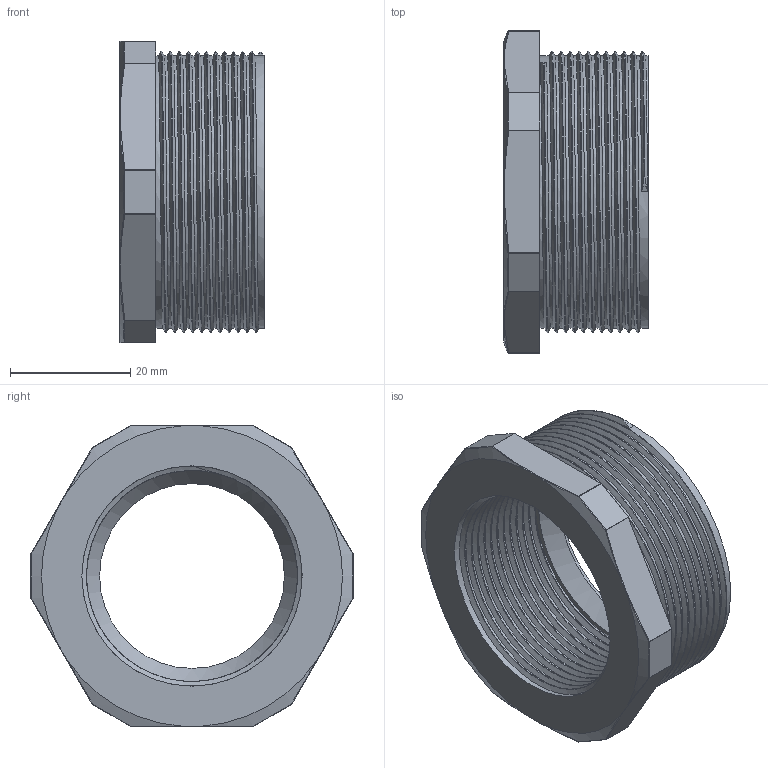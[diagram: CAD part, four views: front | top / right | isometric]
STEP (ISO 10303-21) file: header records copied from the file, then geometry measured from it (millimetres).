
FILE_DESCRIPTION(/* description */ ('Reduzierung sechskant PG36 / PG 29'),/* implementation_level */ '2;1');
FILE_NAME(/* name */ '11083629-RST.stp',/* time_stamp */ '2020-05-04T09:35:29+02:00',/* author */ ('sl'),/* organization */ (''),/* preprocessor_version */ 'ST-DEVELOPER v16.5',/* originating_system */ 'Autodesk Inventor 2017',/* authorisation */ '');
FILE_SCHEMA (('AUTOMOTIVE_DESIGN { 1 0 10303 214 3 1 1 }'));
Length unit declared in the file: millimetre
Products named in the file (1): 1083629
Bounding box: 24 x 53.5 x 50 mm (x, y, z)
Volume: 17857.7 mm3; surface area: 11411.1 mm2
Topology: 1 solids, 1 shells, 98 faces, 242 edges, 148 vertices
Faces by surface type: cylinder 43, plane 19, bspline 16, sphere 12, cone 7, torus 1
Full cylindrical faces by diameter (mm): 30.7 x1, 36.582 x12, 41.52 x1, 45.298 x11
Entity records: 6770 total; most frequent: CARTESIAN_POINT 5184, ORIENTED_EDGE 330, DIRECTION 296, EDGE_CURVE 165, AXIS2_PLACEMENT_3D 126, VERTEX_POINT 100, EDGE_LOOP 87, FACE_OUTER_BOUND 76
